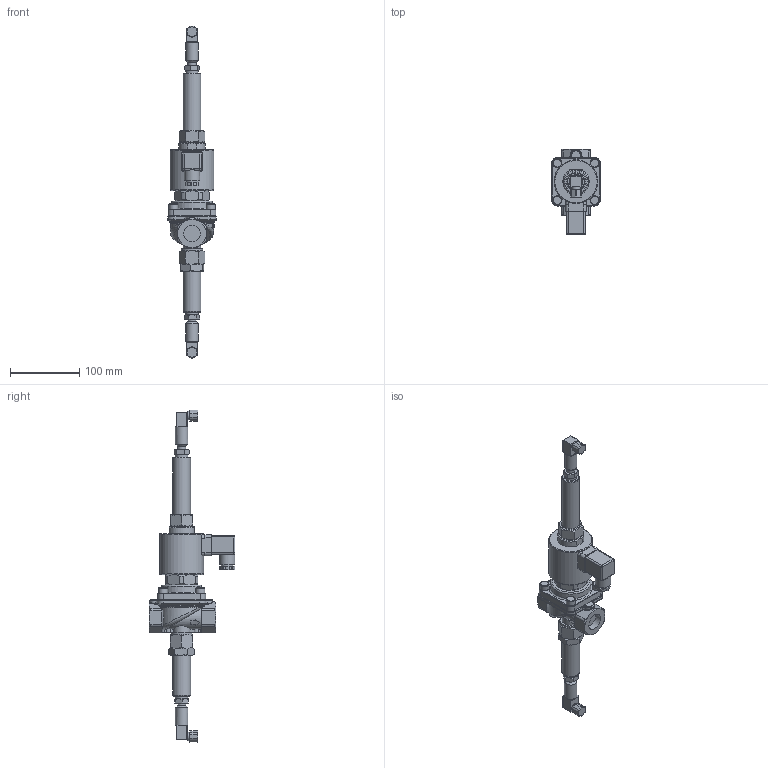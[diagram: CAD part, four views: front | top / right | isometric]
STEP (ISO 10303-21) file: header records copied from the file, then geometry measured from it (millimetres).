
FILE_DESCRIPTION(/* description */ ('2/2 zwangsgest. Kolben-Magnetventil'),/* implementation_level */ '2;1');
FILE_NAME(/* name */ '035.001685_A3524-0804-.322-F-X2.stp',/* time_stamp */ '2021-11-08T10:39:58+01:00',/* author */ ('AVornheder'),/* organization */ (''),/* preprocessor_version */ 'ST-DEVELOPER v16.1',/* originating_system */ 'Autodesk Inventor 2016',/* authorisation */ '');
FILE_SCHEMA (('AUTOMOTIVE_DESIGN { 1 0 10303 214 3 1 1 }'));
Length unit declared in the file: millimetre
Products named in the file (1): 88-005359
Bounding box: 70 x 123.7 x 477.87 mm (x, y, z)
Volume: 670176.9 mm3; surface area: 84355.8 mm2
Topology: 1 solids, 1 shells, 644 faces, 1599 edges, 980 vertices
Faces by surface type: plane 269, cylinder 179, cone 82, torus 62, bspline 40, sphere 12
Full cylindrical faces by diameter (mm): 8 x4, 12 x4, 13 x4, 17 x1, 18 x4, 22 x1, 24.117 x2, 25.6 x2, 28 x1, 31 x1, 58 x1, 63 x1
Entity records: 20413 total; most frequent: CARTESIAN_POINT 6164, ORIENTED_EDGE 3020, DIRECTION 2895, EDGE_CURVE 1510, AXIS2_PLACEMENT_3D 1154, VERTEX_POINT 957, EDGE_LOOP 733, FACE_OUTER_BOUND 644
